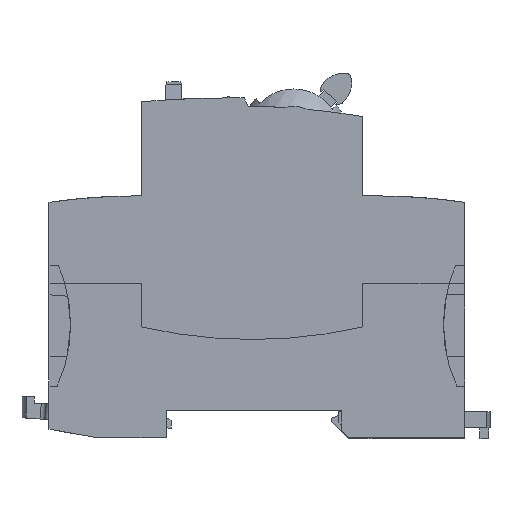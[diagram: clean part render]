
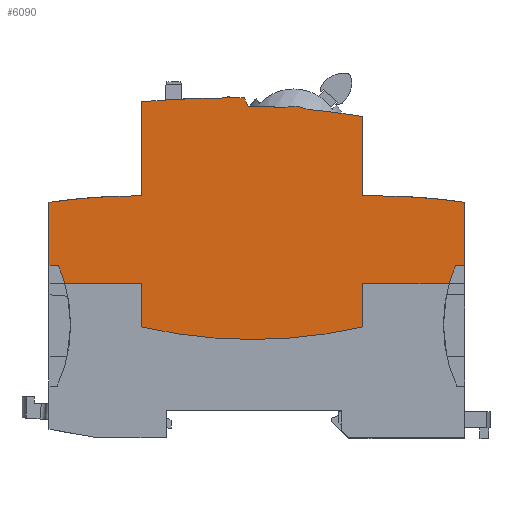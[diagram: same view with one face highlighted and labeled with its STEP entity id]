
A CAD part, left-side view. The second image highlights one B-rep face of the part: STEP entity #6090.
In plain terms, the highlighted planar face has unit normal (-1, 0, 0).
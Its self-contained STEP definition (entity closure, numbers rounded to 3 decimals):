
#4965=CARTESIAN_POINT('',(-17.9,68.563,-21.405));
#4966=DIRECTION('',(-1.,0.,0.));
#4967=DIRECTION('',(0.,-0.96,0.28));
#4968=AXIS2_PLACEMENT_3D('',#4965,#4966,#4967);
#4970=DIRECTION('',(0.,0.,1.));
#4971=VECTOR('',#4970,12.871);
#4972=CARTESIAN_POINT('',(-17.9,42.963,-9.305));
#4973=LINE('',#4972,#4971);
#4974=CARTESIAN_POINT('',(-17.9,24.063,-130.205));
#4975=DIRECTION('',(1.,0.,0.));
#4976=DIRECTION('',(0.,0.14,0.99));
#4977=AXIS2_PLACEMENT_3D('',#4974,#4975,#4976);
#4979=DIRECTION('',(0.,0.,1.));
#4980=VECTOR('',#4979,19.169);
#4981=CARTESIAN_POINT('',(-17.9,24.063,4.895));
#4982=LINE('',#4981,#4980);
#4983=CARTESIAN_POINT('',(-17.9,5.713,-191.005));
#4984=DIRECTION('',(1.,0.,0.));
#4985=DIRECTION('',(0.,0.085,0.996));
#4986=AXIS2_PLACEMENT_3D('',#4983,#4984,#4985);
#4988=CARTESIAN_POINT('',(-17.9,6.363,24.944));
#4989=DIRECTION('',(1.,0.,0.));
#4990=DIRECTION('',(0.,1.,0.));
#4991=AXIS2_PLACEMENT_3D('',#4988,#4989,#4990);
#4993=CARTESIAN_POINT('',(-17.9,6.363,24.944));
#4994=DIRECTION('',(1.,0.,0.));
#4995=DIRECTION('',(0.,0.,1.));
#4996=AXIS2_PLACEMENT_3D('',#4993,#4994,#4995);
#4998=CARTESIAN_POINT('',(-17.9,5.713,-191.005));
#4999=DIRECTION('',(1.,0.,0.));
#5000=DIRECTION('',(0.,0.,1.));
#5001=AXIS2_PLACEMENT_3D('',#4998,#4999,#5000);
#5003=DIRECTION('',(0.,-0.443,-0.897));
#5004=VECTOR('',#5003,1.852);
#5005=CARTESIAN_POINT('',(-17.9,3.185,24.83));
#5006=LINE('',#5005,#5004);
#5007=CARTESIAN_POINT('',(-17.9,5.213,-136.805));
#5008=DIRECTION('',(1.,0.,0.));
#5009=DIRECTION('',(0.,-0.018,1.));
#5010=AXIS2_PLACEMENT_3D('',#5007,#5008,#5009);
#5012=CARTESIAN_POINT('',(-17.9,-6.937,17.095));
#5013=DIRECTION('',(1.,0.,0.));
#5014=DIRECTION('',(0.,0.3,0.954));
#5015=AXIS2_PLACEMENT_3D('',#5012,#5013,#5014);
#5017=CARTESIAN_POINT('',(-17.9,5.213,-136.805));
#5018=DIRECTION('',(1.,0.,0.));
#5019=DIRECTION('',(0.,-0.093,0.996));
#5020=AXIS2_PLACEMENT_3D('',#5017,#5018,#5019);
#5022=DIRECTION('',(0.,0.,-1.));
#5023=VECTOR('',#5022,16.163);
#5024=CARTESIAN_POINT('',(-17.9,-20.937,21.044));
#5025=LINE('',#5024,#5023);
#5026=CARTESIAN_POINT('',(-17.9,-22.937,-130.205));
#5027=DIRECTION('',(1.,0.,0.));
#5028=DIRECTION('',(0.,0.015,1.));
#5029=AXIS2_PLACEMENT_3D('',#5026,#5027,#5028);
#5031=CARTESIAN_POINT('',(-17.9,-22.937,-130.205));
#5032=DIRECTION('',(1.,0.,0.));
#5033=DIRECTION('',(0.,0.,1.));
#5034=AXIS2_PLACEMENT_3D('',#5031,#5032,#5033);
#5036=DIRECTION('',(0.,0.,-1.));
#5037=VECTOR('',#5036,12.871);
#5038=CARTESIAN_POINT('',(-17.9,-41.837,3.567));
#5039=LINE('',#5038,#5037);
#5040=DIRECTION('',(0.,1.,0.));
#5041=VECTOR('',#5040,1.852);
#5042=CARTESIAN_POINT('',(-17.9,-41.837,-9.305));
#5043=LINE('',#5042,#5041);
#5044=CARTESIAN_POINT('',(-17.9,-67.437,-21.405));
#5045=DIRECTION('',(-1.,0.,0.));
#5046=DIRECTION('',(0.,0.915,0.403));
#5047=AXIS2_PLACEMENT_3D('',#5044,#5045,#5046);
#5049=DIRECTION('',(0.,1.,0.));
#5050=VECTOR('',#5049,17.7);
#5051=CARTESIAN_POINT('',(-17.9,-38.637,-13.005));
#5052=LINE('',#5051,#5050);
#5053=DIRECTION('',(0.,0.,-1.));
#5054=VECTOR('',#5053,8.849);
#5055=CARTESIAN_POINT('',(-17.9,-20.937,-13.005));
#5056=LINE('',#5055,#5054);
#5057=CARTESIAN_POINT('',(-17.9,1.563,76.095));
#5058=DIRECTION('',(1.,0.,0.));
#5059=DIRECTION('',(0.,-0.224,-0.975));
#5060=AXIS2_PLACEMENT_3D('',#5057,#5058,#5059);
#5062=CARTESIAN_POINT('',(-17.9,1.563,76.095));
#5063=DIRECTION('',(1.,0.,0.));
#5064=DIRECTION('',(0.,0.,-1.));
#5065=AXIS2_PLACEMENT_3D('',#5062,#5063,#5064);
#5067=DIRECTION('',(0.,0.,1.));
#5068=VECTOR('',#5067,8.849);
#5069=CARTESIAN_POINT('',(-17.9,24.063,-21.854));
#5070=LINE('',#5069,#5068);
#5071=DIRECTION('',(0.,1.,0.));
#5072=VECTOR('',#5071,15.7);
#5073=CARTESIAN_POINT('',(-17.9,24.063,-13.005));
#5074=LINE('',#5073,#5072);
#5478=CARTESIAN_POINT('',(-17.9,5.713,-191.005));
#5479=DIRECTION('',(-1.,0.,0.));
#5480=DIRECTION('',(0.,0.,1.));
#5481=AXIS2_PLACEMENT_3D('',#5478,#5479,#5480);
#5483=DIRECTION('',(0.,0.,1.));
#5484=VECTOR('',#5483,0.099);
#5485=CARTESIAN_POINT('',(-17.9,6.163,24.845));
#5486=LINE('',#5485,#5484);
#5495=DIRECTION('',(0.,0.,-1.));
#5496=VECTOR('',#5495,0.1);
#5497=CARTESIAN_POINT('',(-17.9,6.563,24.944));
#5498=LINE('',#5497,#5496);
#5547=DIRECTION('',(0.,-1.,0.));
#5548=VECTOR('',#5547,1.852);
#5549=CARTESIAN_POINT('',(-17.9,42.963,-9.305));
#5550=LINE('',#5549,#5548);
#5818=CARTESIAN_POINT('',(-17.9,39.763,-13.005));
#5819=CARTESIAN_POINT('',(-17.9,41.112,-9.305));
#5820=VERTEX_POINT('',#5818);
#5821=VERTEX_POINT('',#5819);
#5822=CARTESIAN_POINT('',(-17.9,42.963,-9.305));
#5823=VERTEX_POINT('',#5822);
#5824=CARTESIAN_POINT('',(-17.9,42.963,3.567));
#5825=VERTEX_POINT('',#5824);
#5826=CARTESIAN_POINT('',(-17.9,24.063,4.895));
#5827=VERTEX_POINT('',#5826);
#5828=CARTESIAN_POINT('',(-17.9,24.063,24.064));
#5829=VERTEX_POINT('',#5828);
#5830=CARTESIAN_POINT('',(-17.9,6.563,24.844));
#5831=VERTEX_POINT('',#5830);
#5832=CARTESIAN_POINT('',(-17.9,6.563,24.944));
#5833=VERTEX_POINT('',#5832);
#5834=CARTESIAN_POINT('',(-17.9,6.363,25.144));
#5835=VERTEX_POINT('',#5834);
#5836=CARTESIAN_POINT('',(-17.9,6.163,24.944));
#5837=VERTEX_POINT('',#5836);
#5838=CARTESIAN_POINT('',(-17.9,6.163,24.845));
#5839=VERTEX_POINT('',#5838);
#5840=CARTESIAN_POINT('',(-17.9,5.713,24.845));
#5841=VERTEX_POINT('',#5840);
#5842=CARTESIAN_POINT('',(-17.9,3.185,24.83));
#5843=VERTEX_POINT('',#5842);
#5844=CARTESIAN_POINT('',(-17.9,2.365,23.17));
#5845=VERTEX_POINT('',#5844);
#5846=CARTESIAN_POINT('',(-17.9,-5.122,22.861));
#5847=VERTEX_POINT('',#5846);
#5848=CARTESIAN_POINT('',(-17.9,-9.634,22.505));
#5849=VERTEX_POINT('',#5848);
#5850=CARTESIAN_POINT('',(-17.9,-20.937,21.044));
#5851=VERTEX_POINT('',#5850);
#5852=CARTESIAN_POINT('',(-17.9,-20.937,4.88));
#5853=VERTEX_POINT('',#5852);
#5854=CARTESIAN_POINT('',(-17.9,-22.937,4.895));
#5855=VERTEX_POINT('',#5854);
#5856=CARTESIAN_POINT('',(-17.9,-41.837,3.567));
#5857=VERTEX_POINT('',#5856);
#5858=CARTESIAN_POINT('',(-17.9,-41.837,-9.305));
#5859=VERTEX_POINT('',#5858);
#5860=CARTESIAN_POINT('',(-17.9,-39.985,-9.305));
#5861=VERTEX_POINT('',#5860);
#5862=CARTESIAN_POINT('',(-17.9,-38.637,-13.005));
#5863=VERTEX_POINT('',#5862);
#5864=CARTESIAN_POINT('',(-17.9,-20.937,-13.005));
#5865=VERTEX_POINT('',#5864);
#5866=CARTESIAN_POINT('',(-17.9,-20.937,-21.854));
#5867=VERTEX_POINT('',#5866);
#5868=CARTESIAN_POINT('',(-17.9,1.563,-24.405));
#5869=VERTEX_POINT('',#5868);
#5870=CARTESIAN_POINT('',(-17.9,24.063,-21.854));
#5871=VERTEX_POINT('',#5870);
#5872=CARTESIAN_POINT('',(-17.9,24.063,-13.005));
#5873=VERTEX_POINT('',#5872);
#6027=CARTESIAN_POINT('',(-17.9,0.,0.));
#6028=DIRECTION('',(1.,0.,0.));
#6029=DIRECTION('',(0.,0.,-1.));
#6030=AXIS2_PLACEMENT_3D('',#6027,#6028,#6029);
#6031=PLANE('',#6030);
#6033=ORIENTED_EDGE('',*,*,#6032,.T.);
#6035=ORIENTED_EDGE('',*,*,#6034,.F.);
#6037=ORIENTED_EDGE('',*,*,#6036,.T.);
#6039=ORIENTED_EDGE('',*,*,#6038,.T.);
#6041=ORIENTED_EDGE('',*,*,#6040,.T.);
#6043=ORIENTED_EDGE('',*,*,#6042,.T.);
#6045=ORIENTED_EDGE('',*,*,#6044,.F.);
#6047=ORIENTED_EDGE('',*,*,#6046,.T.);
#6049=ORIENTED_EDGE('',*,*,#6048,.T.);
#6051=ORIENTED_EDGE('',*,*,#6050,.F.);
#6053=ORIENTED_EDGE('',*,*,#6052,.F.);
#6055=ORIENTED_EDGE('',*,*,#6054,.T.);
#6057=ORIENTED_EDGE('',*,*,#6056,.T.);
#6059=ORIENTED_EDGE('',*,*,#6058,.T.);
#6061=ORIENTED_EDGE('',*,*,#6060,.T.);
#6063=ORIENTED_EDGE('',*,*,#6062,.T.);
#6065=ORIENTED_EDGE('',*,*,#6064,.T.);
#6067=ORIENTED_EDGE('',*,*,#6066,.T.);
#6069=ORIENTED_EDGE('',*,*,#6068,.T.);
#6071=ORIENTED_EDGE('',*,*,#6070,.T.);
#6073=ORIENTED_EDGE('',*,*,#6072,.T.);
#6075=ORIENTED_EDGE('',*,*,#6074,.T.);
#6077=ORIENTED_EDGE('',*,*,#6076,.T.);
#6079=ORIENTED_EDGE('',*,*,#6078,.T.);
#6081=ORIENTED_EDGE('',*,*,#6080,.T.);
#6083=ORIENTED_EDGE('',*,*,#6082,.T.);
#6085=ORIENTED_EDGE('',*,*,#6084,.T.);
#6087=ORIENTED_EDGE('',*,*,#6086,.T.);
#6088=EDGE_LOOP('',(#6033,#6035,#6037,#6039,#6041,#6043,#6045,#6047,#6049,#6051,
#6053,#6055,#6057,#6059,#6061,#6063,#6065,#6067,#6069,#6071,#6073,#6075,#6077,
#6079,#6081,#6083,#6085,#6087));
#6089=FACE_OUTER_BOUND('',#6088,.F.);
#4969=CIRCLE('',#4968,30.);
#4978=CIRCLE('',#4977,135.1);
#4987=CIRCLE('',#4986,215.85);
#4992=CIRCLE('',#4991,0.2);
#4997=CIRCLE('',#4996,0.2);
#5002=CIRCLE('',#5001,215.85);
#5011=CIRCLE('',#5010,160.);
#5016=CIRCLE('',#5015,6.045);
#5021=CIRCLE('',#5020,160.);
#5030=CIRCLE('',#5029,135.1);
#5035=CIRCLE('',#5034,135.1);
#5048=CIRCLE('',#5047,30.);
#5061=CIRCLE('',#5060,100.5);
#5066=CIRCLE('',#5065,100.5);
#5482=CIRCLE('',#5481,215.85);
#6032=EDGE_CURVE('',#5820,#5821,#4969,.T.);
#6034=EDGE_CURVE('',#5823,#5821,#5550,.T.);
#6036=EDGE_CURVE('',#5823,#5825,#4973,.T.);
#6038=EDGE_CURVE('',#5825,#5827,#4978,.T.);
#6040=EDGE_CURVE('',#5827,#5829,#4982,.T.);
#6042=EDGE_CURVE('',#5829,#5831,#4987,.T.);
#6044=EDGE_CURVE('',#5833,#5831,#5498,.T.);
#6046=EDGE_CURVE('',#5833,#5835,#4992,.T.);
#6048=EDGE_CURVE('',#5835,#5837,#4997,.T.);
#6050=EDGE_CURVE('',#5839,#5837,#5486,.T.);
#6052=EDGE_CURVE('',#5841,#5839,#5482,.T.);
#6054=EDGE_CURVE('',#5841,#5843,#5002,.T.);
#6056=EDGE_CURVE('',#5843,#5845,#5006,.T.);
#6058=EDGE_CURVE('',#5845,#5847,#5011,.T.);
#6060=EDGE_CURVE('',#5847,#5849,#5016,.T.);
#6062=EDGE_CURVE('',#5849,#5851,#5021,.T.);
#6064=EDGE_CURVE('',#5851,#5853,#5025,.T.);
#6066=EDGE_CURVE('',#5853,#5855,#5030,.T.);
#6068=EDGE_CURVE('',#5855,#5857,#5035,.T.);
#6070=EDGE_CURVE('',#5857,#5859,#5039,.T.);
#6072=EDGE_CURVE('',#5859,#5861,#5043,.T.);
#6074=EDGE_CURVE('',#5861,#5863,#5048,.T.);
#6076=EDGE_CURVE('',#5863,#5865,#5052,.T.);
#6078=EDGE_CURVE('',#5865,#5867,#5056,.T.);
#6080=EDGE_CURVE('',#5867,#5869,#5061,.T.);
#6082=EDGE_CURVE('',#5869,#5871,#5066,.T.);
#6084=EDGE_CURVE('',#5871,#5873,#5070,.T.);
#6086=EDGE_CURVE('',#5873,#5820,#5074,.T.);
#6090=ADVANCED_FACE('',(#6089),#6031,.F.);
